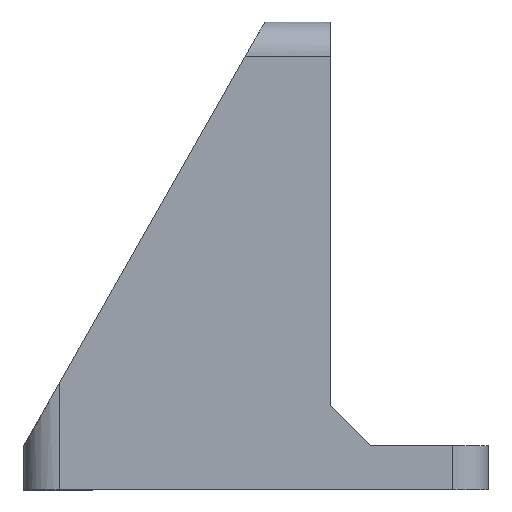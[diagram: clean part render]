
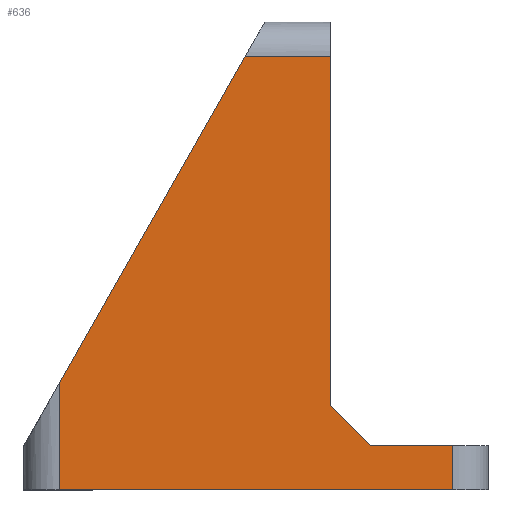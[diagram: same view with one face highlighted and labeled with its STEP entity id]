
A CAD part, left-side view. The second image highlights one B-rep face of the part: STEP entity #636.
In plain terms, the highlighted planar face has unit normal (-1, 0, 0).
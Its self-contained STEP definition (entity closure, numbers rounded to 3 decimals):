
#105=FACE_OUTER_BOUND('',#138,.T.);
#138=EDGE_LOOP('',(#444,#445,#446,#447,#448,#449,#450,#451));
#185=LINE('',#953,#242);
#186=LINE('',#955,#243);
#187=LINE('',#957,#244);
#188=LINE('',#959,#245);
#189=LINE('',#961,#246);
#190=LINE('',#963,#247);
#191=LINE('',#965,#248);
#192=LINE('',#966,#249);
#242=VECTOR('',#764,10.);
#243=VECTOR('',#765,10.);
#244=VECTOR('',#766,10.);
#245=VECTOR('',#767,1000.);
#246=VECTOR('',#768,1000.);
#247=VECTOR('',#769,1000.);
#248=VECTOR('',#770,1000.);
#249=VECTOR('',#771,10.);
#299=VERTEX_POINT('',#951);
#300=VERTEX_POINT('',#952);
#301=VERTEX_POINT('',#954);
#302=VERTEX_POINT('',#956);
#303=VERTEX_POINT('',#958);
#304=VERTEX_POINT('',#960);
#305=VERTEX_POINT('',#962);
#306=VERTEX_POINT('',#964);
#356=EDGE_CURVE('',#299,#300,#185,.T.);
#357=EDGE_CURVE('',#301,#299,#186,.T.);
#358=EDGE_CURVE('',#301,#302,#187,.T.);
#359=EDGE_CURVE('',#302,#303,#188,.T.);
#360=EDGE_CURVE('',#304,#303,#189,.T.);
#361=EDGE_CURVE('',#304,#305,#190,.T.);
#362=EDGE_CURVE('',#305,#306,#191,.T.);
#363=EDGE_CURVE('',#306,#300,#192,.T.);
#444=ORIENTED_EDGE('',*,*,#356,.F.);
#445=ORIENTED_EDGE('',*,*,#357,.F.);
#446=ORIENTED_EDGE('',*,*,#358,.T.);
#447=ORIENTED_EDGE('',*,*,#359,.T.);
#448=ORIENTED_EDGE('',*,*,#360,.F.);
#449=ORIENTED_EDGE('',*,*,#361,.T.);
#450=ORIENTED_EDGE('',*,*,#362,.T.);
#451=ORIENTED_EDGE('',*,*,#363,.T.);
#618=PLANE('',#692);
#636=ADVANCED_FACE('',(#105),#618,.T.);
#692=AXIS2_PLACEMENT_3D('',#950,#762,#763);
#762=DIRECTION('center_axis',(-1.,0.,0.));
#763=DIRECTION('ref_axis',(0.,0.,1.));
#764=DIRECTION('',(0.,0.,-1.));
#765=DIRECTION('',(0.,-1.,0.));
#766=DIRECTION('',(0.,0.494,-0.869));
#767=DIRECTION('',(0.,0.,-1.));
#768=DIRECTION('',(0.,1.,0.));
#769=DIRECTION('',(0.,0.,1.));
#770=DIRECTION('',(0.,1.,0.));
#771=DIRECTION('',(0.,0.707,0.707));
#950=CARTESIAN_POINT('Origin',(-33.566,-27.088,1.056));
#951=CARTESIAN_POINT('',(-33.566,-9.988,29.081));
#952=CARTESIAN_POINT('',(-33.566,-9.988,3.954));
#953=CARTESIAN_POINT('',(-33.566,-9.988,29.081));
#954=CARTESIAN_POINT('',(-33.566,-3.845,29.081));
#955=CARTESIAN_POINT('',(-33.566,-26.167,29.081));
#956=CARTESIAN_POINT('',(-33.566,9.547,5.524));
#957=CARTESIAN_POINT('',(-33.566,-1.374,24.734));
#958=CARTESIAN_POINT('',(-33.566,9.547,-2.119));
#959=CARTESIAN_POINT('',(-33.566,9.547,-2.119));
#960=CARTESIAN_POINT('',(-33.566,-18.813,-2.119));
#961=CARTESIAN_POINT('',(-33.566,-27.088,-2.119));
#962=CARTESIAN_POINT('',(-33.566,-18.813,1.056));
#963=CARTESIAN_POINT('',(-33.566,-18.813,1.056));
#964=CARTESIAN_POINT('',(-33.566,-12.886,1.056));
#965=CARTESIAN_POINT('',(-33.566,-27.088,1.056));
#966=CARTESIAN_POINT('',(-33.566,-16.436,-2.494));
